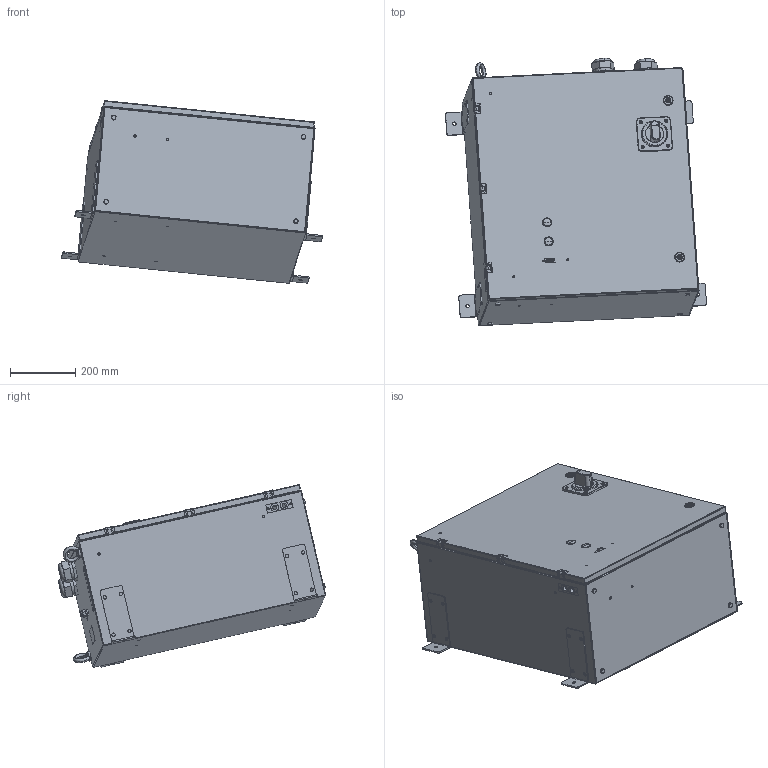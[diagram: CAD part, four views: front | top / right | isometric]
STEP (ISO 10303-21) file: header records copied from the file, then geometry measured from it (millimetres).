
FILE_DESCRIPTION (( 'STEP AP214' ), '1' );
FILE_NAME ('IPAK 360-600A STD (UK).STEP', '2022-02-08T13:48:26', ( '' ), ( '' ), 'SwSTEP 2.0', 'SolidWorks 2021', '' );
FILE_SCHEMA (( 'AUTOMOTIVE_DESIGN' ));
Length unit declared in the file: millimetre
Products named in the file (1): IPAK 360-600A STD (UK)
Bounding box: 798.18 x 816.98 x 558.18 mm (x, y, z)
Surface area: 3400804.1 mm2 (no closed solid volume)
Topology: 0 solids, 66 shells, 680 faces, 2262 edges, 1598 vertices
Faces by surface type: plane 290, cylinder 264, torus 52, cone 49, bspline 24, sphere 1
Entity records: 34053 total; most frequent: CARTESIAN_POINT 6837, DIRECTION 4333, ORIENTED_EDGE 3423, EDGE_CURVE 2253, AXIS2_PLACEMENT_3D 1612, VERTEX_POINT 1598, VECTOR 1109, LINE 1109
